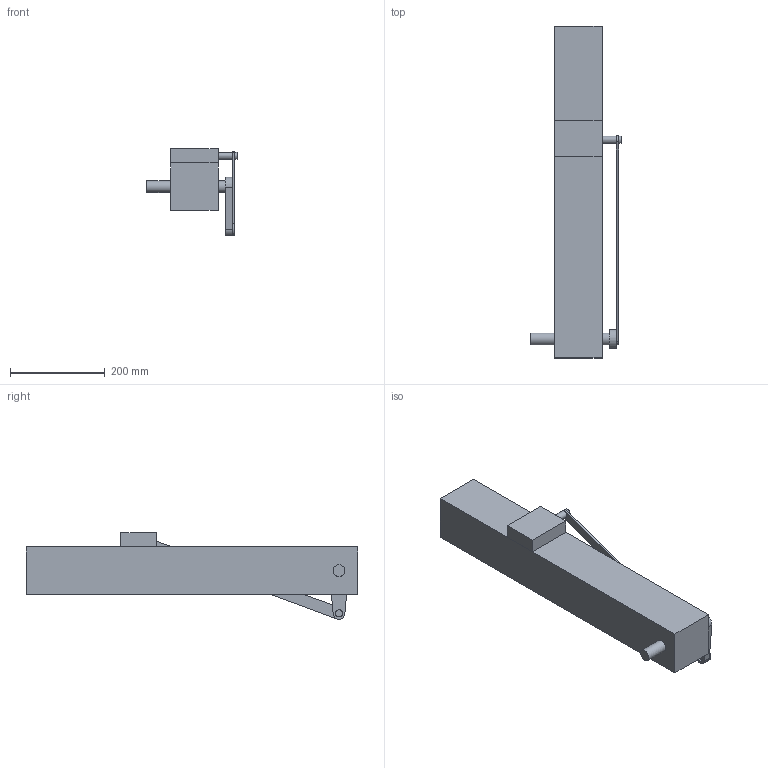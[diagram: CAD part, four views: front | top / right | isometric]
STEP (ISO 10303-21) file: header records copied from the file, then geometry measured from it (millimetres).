
FILE_DESCRIPTION(/* description */ (''),/* implementation_level */ '2;1');
FILE_NAME(/* name */ 'slider crank mechanism.step',/* time_stamp */ '2025-07-06T17:32:20+05:30',/* author */ (''),/* organization */ (''),/* preprocessor_version */ 'ST-DEVELOPER v20.1',/* originating_system */ 'Autodesk Translation Framework v14.10.0.0',/* authorisation */ '');
FILE_SCHEMA (('AUTOMOTIVE_DESIGN { 1 0 10303 214 3 1 1 }'));
Length unit declared in the file: millimetre
Products named in the file (6): 2025-07-03-17-04-46-906; 2025-07-03-17-10-31-117; 2025-07-03-17-13-40-289; 2025-07-03-17-16-06-952; 2025-07-03-17-55-16-241; 2025-07-03-17-09-40-898
Assembly tree (5 placements, depth 2):
  2025-07-03-17-04-46-906
    2025-07-03-17-10-31-117
    2025-07-03-17-13-40-289
    2025-07-03-17-16-06-952
    2025-07-03-17-55-16-241
    2025-07-03-17-09-40-898
Bounding box: 190 x 700 x 182.5 mm (x, y, z)
Volume: 7371514.8 mm3; surface area: 387345.1 mm2
Topology: 5 solids, 5 shells, 37 faces, 75 edges, 50 vertices
Faces by surface type: plane 25, cylinder 12
Full cylindrical faces by diameter (mm): 15 x5, 25 x3
Entity records: 1183 total; most frequent: DIRECTION 196, CARTESIAN_POINT 186, ORIENTED_EDGE 150, EDGE_CURVE 75, AXIS2_PLACEMENT_3D 74, VERTEX_POINT 50, LINE 48, VECTOR 48
